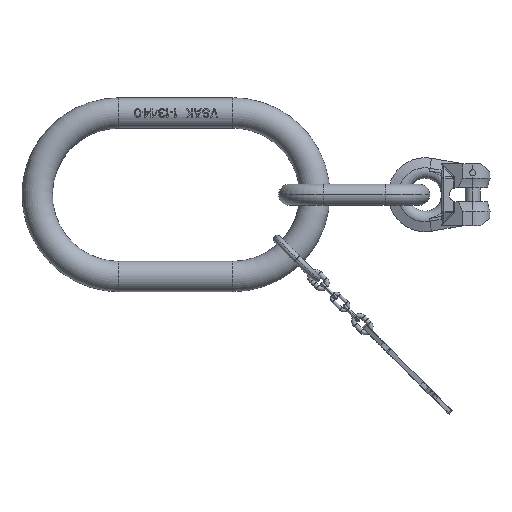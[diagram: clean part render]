
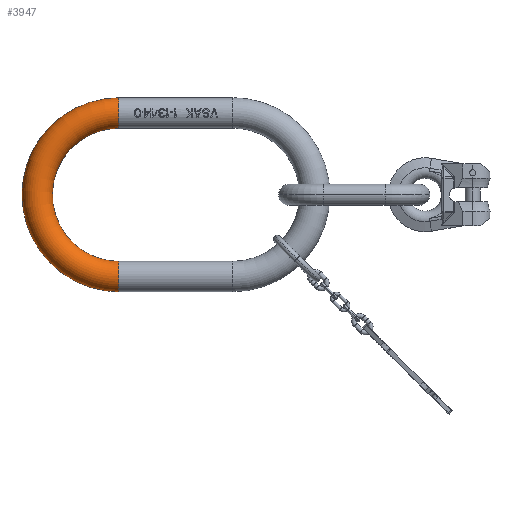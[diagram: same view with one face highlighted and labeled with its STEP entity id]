
A CAD part, top view. The second image highlights one B-rep face of the part: STEP entity #3947.
In plain terms, the highlighted toroidal (fillet/blend) face has major radius 86 mm and minor radius 16 mm.
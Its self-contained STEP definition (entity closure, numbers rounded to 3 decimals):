
#2=CARTESIAN_POINT('',(70.,70.,0.));
#3=CARTESIAN_POINT('',(67.964,70.,0.));
#4=CARTESIAN_POINT('',(63.891,69.822,0.));
#5=CARTESIAN_POINT('',(57.829,69.024,0.));
#6=CARTESIAN_POINT('',(51.86,67.701,0.));
#7=CARTESIAN_POINT('',(46.028,65.862,0.));
#8=CARTESIAN_POINT('',(40.379,63.522,0.));
#9=CARTESIAN_POINT('',(34.956,60.699,0.));
#10=CARTESIAN_POINT('',(29.799,57.413,0.));
#11=CARTESIAN_POINT('',(24.948,53.691,0.));
#12=CARTESIAN_POINT('',(20.44,49.56,0.));
#13=CARTESIAN_POINT('',(16.309,45.052,0.));
#14=CARTESIAN_POINT('',(12.587,40.201,0.));
#15=CARTESIAN_POINT('',(9.301,35.044,0.));
#16=CARTESIAN_POINT('',(6.478,29.621,0.));
#17=CARTESIAN_POINT('',(4.138,23.972,0.));
#18=CARTESIAN_POINT('',(2.299,18.14,0.));
#19=CARTESIAN_POINT('',(0.976,12.171,0.));
#20=CARTESIAN_POINT('',(0.178,6.109,0.));
#21=CARTESIAN_POINT('',(-0.089,0.,0.));
#22=CARTESIAN_POINT('',(0.178,-6.109,0.));
#23=CARTESIAN_POINT('',(0.976,-12.171,0.));
#24=CARTESIAN_POINT('',(2.299,-18.14,0.));
#25=CARTESIAN_POINT('',(4.138,-23.972,0.));
#26=CARTESIAN_POINT('',(6.478,-29.621,0.));
#27=CARTESIAN_POINT('',(9.301,-35.044,0.));
#28=CARTESIAN_POINT('',(12.587,-40.201,0.));
#29=CARTESIAN_POINT('',(16.309,-45.052,0.));
#30=CARTESIAN_POINT('',(20.44,-49.56,0.));
#31=CARTESIAN_POINT('',(24.948,-53.691,0.));
#32=CARTESIAN_POINT('',(29.799,-57.413,0.));
#33=CARTESIAN_POINT('',(34.956,-60.699,0.));
#34=CARTESIAN_POINT('',(40.379,-63.522,0.));
#35=CARTESIAN_POINT('',(46.028,-65.862,0.));
#36=CARTESIAN_POINT('',(51.86,-67.701,0.));
#37=CARTESIAN_POINT('',(57.829,-69.024,0.));
#38=CARTESIAN_POINT('',(63.891,-69.822,0.));
#39=CARTESIAN_POINT('',(67.964,-70.,0.));
#40=CARTESIAN_POINT('',(70.,-70.,0.));
#51=CARTESIAN_POINT('',(70.,86.,0.));
#52=DIRECTION('',(-1.,0.,0.));
#53=DIRECTION('',(0.,-1.,0.));
#54=AXIS2_PLACEMENT_3D('',#51,#52,#53);
#212=CARTESIAN_POINT('',(70.,-86.,0.));
#213=DIRECTION('',(1.,0.,0.));
#214=DIRECTION('',(0.,1.,0.));
#215=AXIS2_PLACEMENT_3D('',#212,#213,#214);
#230=CARTESIAN_POINT('',(70.,102.,0.));
#231=CARTESIAN_POINT('',(67.33,102.,0.));
#232=CARTESIAN_POINT('',(61.989,101.79,0.));
#233=CARTESIAN_POINT('',(54.027,100.848,0.));
#234=CARTESIAN_POINT('',(46.164,99.284,0.));
#235=CARTESIAN_POINT('',(38.448,97.108,0.));
#236=CARTESIAN_POINT('',(30.926,94.333,0.));
#237=CARTESIAN_POINT('',(23.645,90.976,0.));
#238=CARTESIAN_POINT('',(16.65,87.059,0.));
#239=CARTESIAN_POINT('',(9.984,82.605,0.));
#240=CARTESIAN_POINT('',(3.688,77.641,0.));
#241=CARTESIAN_POINT('',(-2.199,72.199,0.));
#242=CARTESIAN_POINT('',(-7.641,66.312,0.));
#243=CARTESIAN_POINT('',(-12.605,60.016,0.));
#244=CARTESIAN_POINT('',(-17.059,53.35,0.));
#245=CARTESIAN_POINT('',(-20.976,46.355,0.));
#246=CARTESIAN_POINT('',(-24.333,39.074,0.));
#247=CARTESIAN_POINT('',(-27.108,31.552,0.));
#248=CARTESIAN_POINT('',(-29.284,23.836,0.));
#249=CARTESIAN_POINT('',(-30.848,15.973,0.));
#250=CARTESIAN_POINT('',(-31.79,8.011,0.));
#251=CARTESIAN_POINT('',(-32.105,0.,0.));
#252=CARTESIAN_POINT('',(-31.79,-8.011,0.));
#253=CARTESIAN_POINT('',(-30.848,-15.973,0.));
#254=CARTESIAN_POINT('',(-29.284,-23.836,0.));
#255=CARTESIAN_POINT('',(-27.108,-31.552,0.));
#256=CARTESIAN_POINT('',(-24.333,-39.074,0.));
#257=CARTESIAN_POINT('',(-20.976,-46.355,0.));
#258=CARTESIAN_POINT('',(-17.059,-53.35,0.));
#259=CARTESIAN_POINT('',(-12.605,-60.016,0.));
#260=CARTESIAN_POINT('',(-7.641,-66.312,0.));
#261=CARTESIAN_POINT('',(-2.199,-72.199,0.));
#262=CARTESIAN_POINT('',(3.688,-77.641,0.));
#263=CARTESIAN_POINT('',(9.984,-82.605,0.));
#264=CARTESIAN_POINT('',(16.65,-87.059,0.));
#265=CARTESIAN_POINT('',(23.645,-90.976,0.));
#266=CARTESIAN_POINT('',(30.926,-94.333,0.));
#267=CARTESIAN_POINT('',(38.448,-97.108,0.));
#268=CARTESIAN_POINT('',(46.164,-99.284,0.));
#269=CARTESIAN_POINT('',(54.027,-100.848,0.));
#270=CARTESIAN_POINT('',(61.989,-101.79,0.));
#271=CARTESIAN_POINT('',(67.33,-102.,0.));
#272=CARTESIAN_POINT('',(70.,-102.,0.));
#3158=CARTESIAN_POINT('',(70.,70.,0.));
#3159=CARTESIAN_POINT('',(70.,102.,0.));
#3160=VERTEX_POINT('',#3158);
#3161=VERTEX_POINT('',#3159);
#3162=CARTESIAN_POINT('',(70.,-70.,0.));
#3163=CARTESIAN_POINT('',(70.,-102.,0.));
#3164=VERTEX_POINT('',#3162);
#3165=VERTEX_POINT('',#3163);
#3932=CARTESIAN_POINT('',(70.,0.,0.));
#3933=DIRECTION('',(0.,0.,1.));
#3934=DIRECTION('',(0.,-1.,0.));
#3935=AXIS2_PLACEMENT_3D('',#3932,#3933,#3934);
#3936=TOROIDAL_SURFACE('',#3935,86.,16.);
#3938=ORIENTED_EDGE('',*,*,#3937,.F.);
#3940=ORIENTED_EDGE('',*,*,#3939,.T.);
#3942=ORIENTED_EDGE('',*,*,#3941,.T.);
#3944=ORIENTED_EDGE('',*,*,#3943,.F.);
#3945=EDGE_LOOP('',(#3938,#3940,#3942,#3944));
#3946=FACE_OUTER_BOUND('',#3945,.F.);
#3947=ADVANCED_FACE('',(#3946),#3936,.T.);
#41=B_SPLINE_CURVE_WITH_KNOTS('',3,(#2,#3,#4,#5,#6,#7,#8,#9,#10,#11,#12,#13,#14,
#15,#16,#17,#18,#19,#20,#21,#22,#23,#24,#25,#26,#27,#28,#29,#30,#31,#32,#33,#34,
#35,#36,#37,#38,#39,#40),.UNSPECIFIED.,.F.,.F.,(4,1,1,1,1,1,1,1,1,1,1,1,1,1,1,1,
1,1,1,1,1,1,1,1,1,1,1,1,1,1,1,1,1,1,1,1,4),(0.,0.028,
0.056,0.083,0.111,0.139,
0.167,0.194,0.222,0.25,0.278,
0.306,0.333,0.361,0.389,
0.417,0.444,0.472,0.5,0.528,
0.556,0.583,0.611,0.639,
0.667,0.694,0.722,0.75,0.778,
0.806,0.833,0.861,0.889,
0.917,0.944,0.972,1.),.UNSPECIFIED.);
#55=CIRCLE('',#54,16.);
#216=CIRCLE('',#215,16.);
#273=B_SPLINE_CURVE_WITH_KNOTS('',3,(#230,#231,#232,#233,#234,#235,#236,#237,
#238,#239,#240,#241,#242,#243,#244,#245,#246,#247,#248,#249,#250,#251,#252,#253,
#254,#255,#256,#257,#258,#259,#260,#261,#262,#263,#264,#265,#266,#267,#268,#269,
#270,#271,#272),.UNSPECIFIED.,.F.,.F.,(4,1,1,1,1,1,1,1,1,1,1,1,1,1,1,1,1,1,1,1,
1,1,1,1,1,1,1,1,1,1,1,1,1,1,1,1,1,1,1,1,4),(0.,0.025,0.05,0.075,0.1,
0.125,0.15,0.175,0.2,0.225,0.25,0.275,0.3,0.325,0.35,
0.375,0.4,0.425,0.45,0.475,0.5,0.525,0.55,0.575,0.6,0.625,
0.65,0.675,0.7,0.725,0.75,0.775,0.8,0.825,0.85,0.875,0.9,
0.925,0.95,0.975,1.),.UNSPECIFIED.);
#3937=EDGE_CURVE('',#3160,#3161,#55,.T.);
#3939=EDGE_CURVE('',#3160,#3164,#41,.T.);
#3941=EDGE_CURVE('',#3164,#3165,#216,.T.);
#3943=EDGE_CURVE('',#3161,#3165,#273,.T.);
